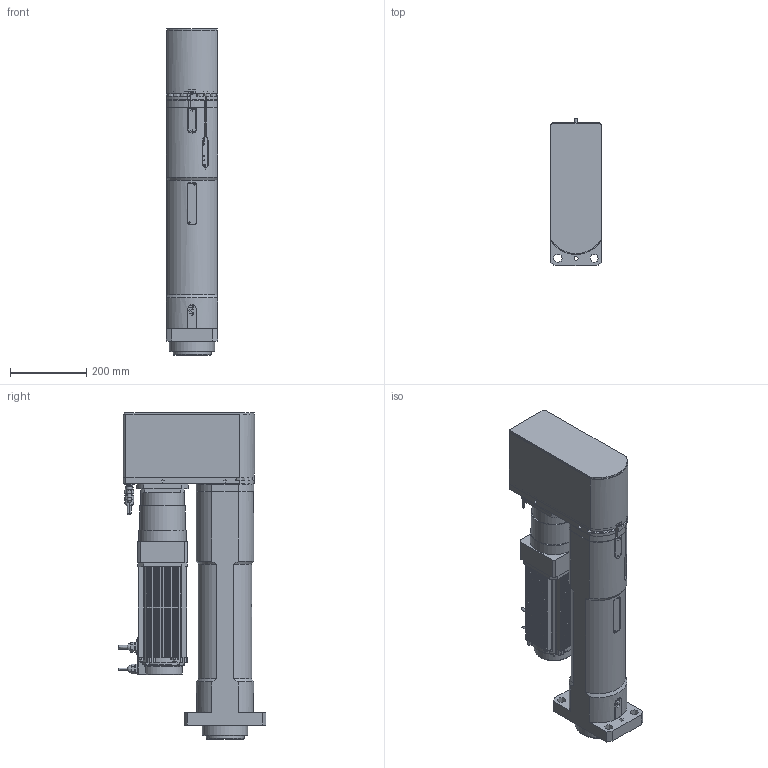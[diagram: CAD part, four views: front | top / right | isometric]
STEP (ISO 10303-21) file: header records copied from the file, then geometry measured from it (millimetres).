
FILE_DESCRIPTION(/* description */ (''),/* implementation_level */ '2;1');
FILE_NAME(/* name */ 'DPS-102R5-20PB_OUTLINE.stp',/* time_stamp */ '2014-10-31T11:41:25+09:00',/* author */ ('funaki'),/* organization */ (''),/* preprocessor_version */ 'ST-DEVELOPER v15.6',/* originating_system */ 'Autodesk Inventor 2015',/* authorisation */ '');
FILE_SCHEMA (('AUTOMOTIVE_DESIGN { 1 0 10303 214 3 1 1 }'));
Length unit declared in the file: millimetre
Products named in the file (3): DPS-102R5-20PB_Shrinkwrap_1; DS-P001-02_OUTLINE; DPS-102R5-20PB_OUTLINE
Bounding box: 135 x 388.51 x 859.4 mm (x, y, z)
Volume: 25951412.5 mm3; surface area: 1379529.6 mm2
Topology: 3 solids, 3 shells, 1238 faces, 3149 edges, 2028 vertices
Faces by surface type: plane 699, cylinder 385, cone 80, bspline 38, torus 25, sphere 11
Full cylindrical faces by diameter (mm): 2.459 x3, 3.242 x11, 4 x5, 4.5 x4, 4.917 x6, 5 x1, 6 x6, 6.6 x4, 6.647 x12, 8 x4, 8.2 x1, 8.376 x4, 8.5 x4, 9 x4, 9.1 x4, 9.3 x1, 10 x3, 10.106 x6, 10.2 x1, 10.5 x1, 10.6 x1, 11 x6, 12 x3, 12.7 x1, 14 x2, 14.5 x1, 14.7 x1, 18 x9, 20.7 x1, 21.909 x1
Entity records: 40463 total; most frequent: CARTESIAN_POINT 9784, DIRECTION 6179, ORIENTED_EDGE 5836, EDGE_CURVE 2918, AXIS2_PLACEMENT_3D 2197, VERTEX_POINT 1968, LINE 1785, VECTOR 1785
